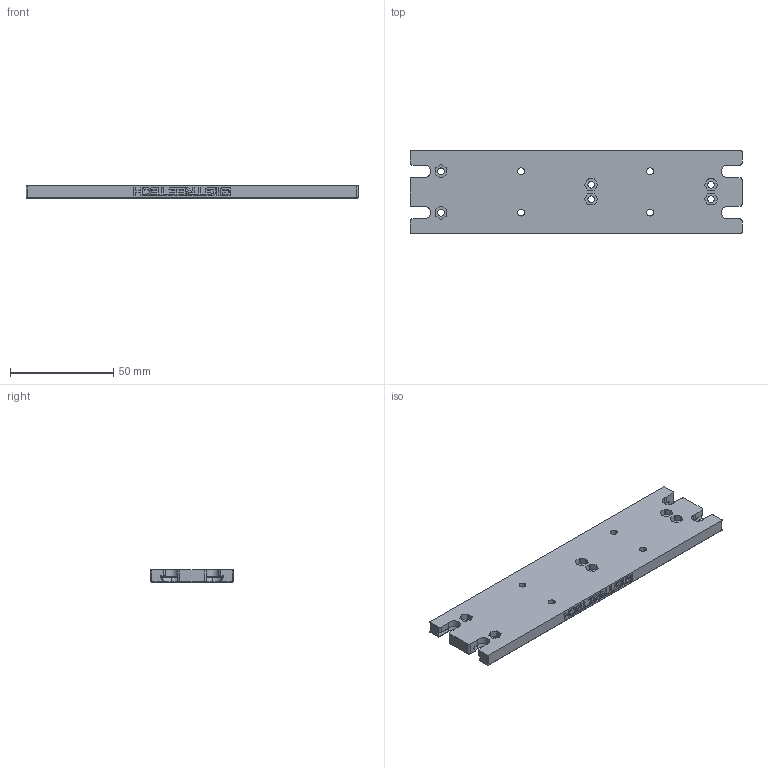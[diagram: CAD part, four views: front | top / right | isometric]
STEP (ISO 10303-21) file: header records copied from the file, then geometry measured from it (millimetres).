
FILE_DESCRIPTION (( 'STEP AP214' ), '1' );
FILE_NAME ('Ë«°å.STEP', '2024-04-22T11:10:40', ( 'Windows User' ), ( 'P R C' ), 'SwSTEP 2.0', 'SolidWorks 2023', '' );
FILE_SCHEMA (( 'AUTOMOTIVE_DESIGN' ));
Length unit declared in the file: millimetre
Products named in the file (1): 双板
Bounding box: 160.8 x 40 x 6 mm (x, y, z)
Volume: 30543.6 mm3; surface area: 17781.4 mm2
Topology: 1 solids, 1 shells, 874 faces, 2480 edges, 1628 vertices
Faces by surface type: plane 530, cylinder 216, bspline 94, cone 22, torus 12
Entity records: 31032 total; most frequent: CARTESIAN_POINT 8641, ORIENTED_EDGE 4936, DIRECTION 4284, EDGE_CURVE 2468, LINE 1762, VECTOR 1762, VERTEX_POINT 1628, AXIS2_PLACEMENT_3D 1261
